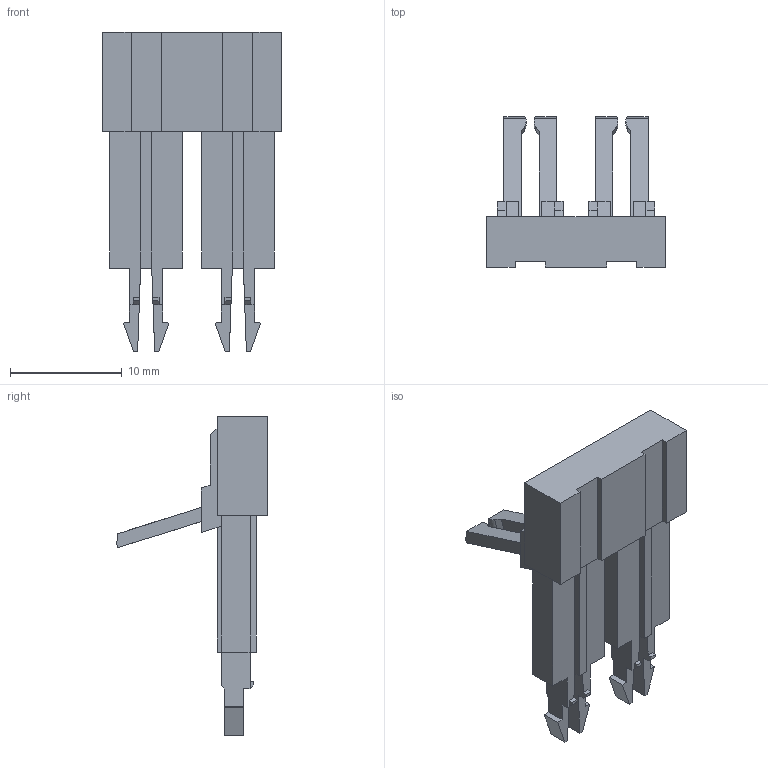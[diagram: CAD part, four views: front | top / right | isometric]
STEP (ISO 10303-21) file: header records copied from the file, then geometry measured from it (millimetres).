
FILE_DESCRIPTION(('Creo Elements/Direct Modeling STEP Export'),'2;1');
FILE_NAME('model.stp','2024-07-11T11:33:46',(''),(''),'Creo Elements/Direct Modeling STEP processor for AP214 (Solid Model)','Creo Elements/Direct Modeling 20.1D 10-Oct-2020 (C) Parametric Technology GmbH','');
FILE_SCHEMA(('AUTOMOTIVE_DESIGN { 1 0 10303 214 1 1 1 1 }'));
Length unit declared in the file: millimetre
Products named in the file (2): SB_MEA_2_8-SELECT
Assembly tree (1 placements, depth 2):
  SB_MEA_2_8-SELECT
    SB_MEA_2_8-SELECT
Bounding box: 15.95 x 13.48 x 28.6 mm (x, y, z)
Volume: 1193.1 mm3; surface area: 1492.2 mm2
Topology: 1 solids, 1 shells, 182 faces, 536 edges, 356 vertices
Faces by surface type: plane 174, cylinder 4, extrusion 4
Entity records: 7598 total; most frequent: CARTESIAN_POINT 1348, ORIENTED_EDGE 1072, DIRECTION 852, EDGE_CURVE 536, VECTOR 504, LINE 503, VERTEX_POINT 356, COLOUR_RGB 183
